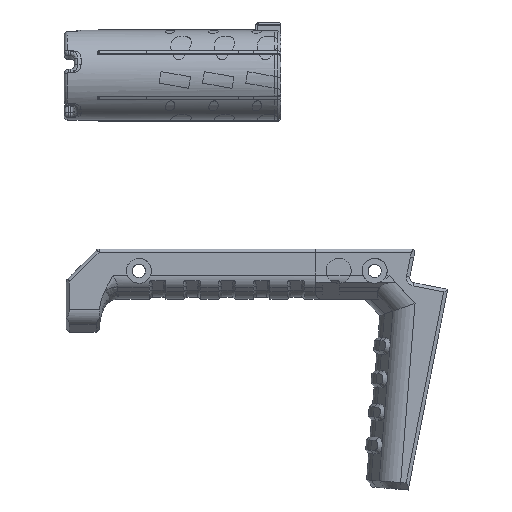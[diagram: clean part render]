
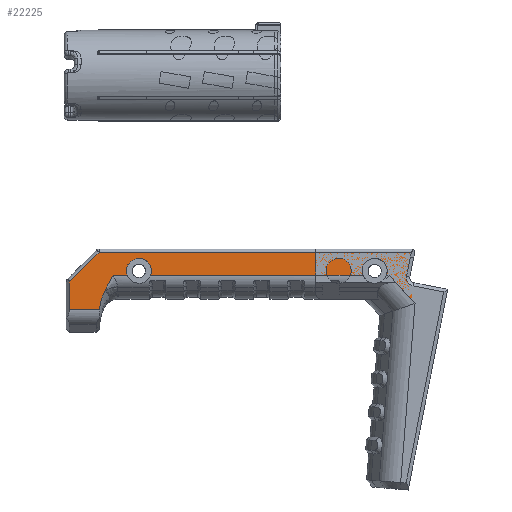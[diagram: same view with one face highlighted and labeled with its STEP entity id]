
A CAD part, top view. The second image highlights one B-rep face of the part: STEP entity #22225.
In plain terms, the highlighted planar face has unit normal (0, 0, 1).
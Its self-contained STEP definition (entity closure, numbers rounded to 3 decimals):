
#1135=B_SPLINE_CURVE_WITH_KNOTS('',3,(#41816,#41817,#41818,#41819,#41820,
#41821,#41822,#41823,#41824,#41825,#41826,#41827,#41828,#41829,#41830,#41831,
#41832,#41833,#41834,#41835,#41836,#41837),.UNSPECIFIED.,.F.,.F.,(4,3,3,
3,3,3,3,4),(0.,0.102,0.203,0.303,0.33,
0.435,0.537,0.576),.UNSPECIFIED.);
#1720=PLANE('',#24336);
#2767=FACE_OUTER_BOUND('',#4143,.T.);
#4143=EDGE_LOOP('',(#18856,#18857,#18858,#18859,#18860,#18861,#18862,#18863,
#18864,#18865,#18866,#18867,#18868,#18869,#18870,#18871,#18872,#18873,#18874,
#18875,#18876));
#5581=LINE('',#41788,#7148);
#5582=LINE('',#41790,#7149);
#5583=LINE('',#41792,#7150);
#5584=LINE('',#41794,#7151);
#5585=LINE('',#41796,#7152);
#5586=LINE('',#41798,#7153);
#5587=LINE('',#41800,#7154);
#5588=LINE('',#41804,#7155);
#5589=LINE('',#41806,#7156);
#5590=LINE('',#41808,#7157);
#5591=LINE('',#41810,#7158);
#5592=LINE('',#41812,#7159);
#5593=LINE('',#41814,#7160);
#5594=LINE('',#41839,#7161);
#5595=LINE('',#41840,#7162);
#7148=VECTOR('',#29260,10.);
#7149=VECTOR('',#29261,10.);
#7150=VECTOR('',#29262,10.);
#7151=VECTOR('',#29263,10.);
#7152=VECTOR('',#29264,10.);
#7153=VECTOR('',#29265,10.);
#7154=VECTOR('',#29266,10.);
#7155=VECTOR('',#29269,10.);
#7156=VECTOR('',#29270,10.);
#7157=VECTOR('',#29271,10.);
#7158=VECTOR('',#29272,10.);
#7159=VECTOR('',#29273,10.);
#7160=VECTOR('',#29274,10.);
#7161=VECTOR('',#29275,10.);
#7162=VECTOR('',#29276,10.);
#8428=CIRCLE('',#24325,3.75);
#8430=CIRCLE('',#24327,3.75);
#8432=CIRCLE('',#24331,3.75);
#8434=CIRCLE('',#24333,3.75);
#8436=CIRCLE('',#24337,2.5);
#10182=VERTEX_POINT('',#41728);
#10183=VERTEX_POINT('',#41729);
#10184=VERTEX_POINT('',#41748);
#10187=VERTEX_POINT('',#41758);
#10188=VERTEX_POINT('',#41759);
#10189=VERTEX_POINT('',#41778);
#10192=VERTEX_POINT('',#41789);
#10193=VERTEX_POINT('',#41791);
#10194=VERTEX_POINT('',#41793);
#10195=VERTEX_POINT('',#41795);
#10196=VERTEX_POINT('',#41797);
#10197=VERTEX_POINT('',#41799);
#10198=VERTEX_POINT('',#41801);
#10199=VERTEX_POINT('',#41803);
#10200=VERTEX_POINT('',#41805);
#10201=VERTEX_POINT('',#41807);
#10202=VERTEX_POINT('',#41809);
#10203=VERTEX_POINT('',#41811);
#10204=VERTEX_POINT('',#41813);
#10205=VERTEX_POINT('',#41815);
#10206=VERTEX_POINT('',#41838);
#13149=EDGE_CURVE('',#10184,#10182,#8428,.T.);
#13152=EDGE_CURVE('',#10183,#10184,#8430,.T.);
#13155=EDGE_CURVE('',#10189,#10187,#8432,.T.);
#13158=EDGE_CURVE('',#10188,#10189,#8434,.T.);
#13160=EDGE_CURVE('',#10188,#10182,#5581,.T.);
#13161=EDGE_CURVE('',#10192,#10187,#5582,.T.);
#13162=EDGE_CURVE('',#10193,#10192,#5583,.T.);
#13163=EDGE_CURVE('',#10194,#10193,#5584,.T.);
#13164=EDGE_CURVE('',#10195,#10194,#5585,.T.);
#13165=EDGE_CURVE('',#10196,#10195,#5586,.T.);
#13166=EDGE_CURVE('',#10197,#10196,#5587,.T.);
#13167=EDGE_CURVE('',#10198,#10197,#8436,.T.);
#13168=EDGE_CURVE('',#10199,#10198,#5588,.T.);
#13169=EDGE_CURVE('',#10200,#10199,#5589,.T.);
#13170=EDGE_CURVE('',#10200,#10201,#5590,.T.);
#13171=EDGE_CURVE('',#10202,#10201,#5591,.T.);
#13172=EDGE_CURVE('',#10203,#10202,#5592,.T.);
#13173=EDGE_CURVE('',#10204,#10203,#5593,.T.);
#13174=EDGE_CURVE('',#10204,#10205,#1135,.F.);
#13175=EDGE_CURVE('',#10206,#10205,#5594,.T.);
#13176=EDGE_CURVE('',#10183,#10206,#5595,.T.);
#18856=ORIENTED_EDGE('',*,*,#13152,.T.);
#18857=ORIENTED_EDGE('',*,*,#13149,.T.);
#18858=ORIENTED_EDGE('',*,*,#13160,.F.);
#18859=ORIENTED_EDGE('',*,*,#13158,.T.);
#18860=ORIENTED_EDGE('',*,*,#13155,.T.);
#18861=ORIENTED_EDGE('',*,*,#13161,.F.);
#18862=ORIENTED_EDGE('',*,*,#13162,.F.);
#18863=ORIENTED_EDGE('',*,*,#13163,.F.);
#18864=ORIENTED_EDGE('',*,*,#13164,.F.);
#18865=ORIENTED_EDGE('',*,*,#13165,.F.);
#18866=ORIENTED_EDGE('',*,*,#13166,.F.);
#18867=ORIENTED_EDGE('',*,*,#13167,.F.);
#18868=ORIENTED_EDGE('',*,*,#13168,.F.);
#18869=ORIENTED_EDGE('',*,*,#13169,.F.);
#18870=ORIENTED_EDGE('',*,*,#13170,.T.);
#18871=ORIENTED_EDGE('',*,*,#13171,.F.);
#18872=ORIENTED_EDGE('',*,*,#13172,.F.);
#18873=ORIENTED_EDGE('',*,*,#13173,.F.);
#18874=ORIENTED_EDGE('',*,*,#13174,.T.);
#18875=ORIENTED_EDGE('',*,*,#13175,.F.);
#18876=ORIENTED_EDGE('',*,*,#13176,.F.);
#22225=ADVANCED_FACE('',(#2767),#1720,.T.);
#24325=AXIS2_PLACEMENT_3D('',#41749,#29234,#29235);
#24327=AXIS2_PLACEMENT_3D('',#41753,#29239,#29240);
#24331=AXIS2_PLACEMENT_3D('',#41779,#29247,#29248);
#24333=AXIS2_PLACEMENT_3D('',#41783,#29252,#29253);
#24336=AXIS2_PLACEMENT_3D('',#41787,#29258,#29259);
#24337=AXIS2_PLACEMENT_3D('',#41802,#29267,#29268);
#29234=DIRECTION('center_axis',(0.,0.,-1.));
#29235=DIRECTION('ref_axis',(1.,0.,0.));
#29239=DIRECTION('center_axis',(0.,0.,-1.));
#29240=DIRECTION('ref_axis',(1.,0.,0.));
#29247=DIRECTION('center_axis',(0.,0.,-1.));
#29248=DIRECTION('ref_axis',(1.,0.,0.));
#29252=DIRECTION('center_axis',(0.,0.,-1.));
#29253=DIRECTION('ref_axis',(1.,0.,0.));
#29258=DIRECTION('center_axis',(0.,0.,1.));
#29259=DIRECTION('ref_axis',(1.,0.,0.));
#29260=DIRECTION('',(-1.,0.,0.));
#29261=DIRECTION('',(-1.,0.,0.));
#29262=DIRECTION('',(-0.678,0.735,0.));
#29263=DIRECTION('',(0.08,0.997,0.));
#29264=DIRECTION('',(-0.997,0.08,0.));
#29265=DIRECTION('',(-0.193,-0.981,0.));
#29266=DIRECTION('',(0.981,-0.192,0.));
#29267=DIRECTION('center_axis',(0.,0.,1.));
#29268=DIRECTION('ref_axis',(-0.861,0.508,0.));
#29269=DIRECTION('',(-0.192,-0.981,0.));
#29270=DIRECTION('',(-0.243,-0.97,0.));
#29271=DIRECTION('',(-1.,0.,0.));
#29272=DIRECTION('',(0.707,0.707,0.));
#29273=DIRECTION('',(0.,1.,0.));
#29274=DIRECTION('',(-1.,0.,0.));
#29275=DIRECTION('',(-0.469,-0.883,0.));
#29276=DIRECTION('',(-1.,0.,0.));
#41728=CARTESIAN_POINT('',(-84.139,-20.618,14.));
#41729=CARTESIAN_POINT('',(-91.111,-20.618,14.));
#41748=CARTESIAN_POINT('',(-91.375,-19.236,14.));
#41749=CARTESIAN_POINT('Origin',(-87.625,-19.236,14.));
#41753=CARTESIAN_POINT('Origin',(-87.625,-19.236,14.));
#41758=CARTESIAN_POINT('',(-13.339,-20.618,14.));
#41759=CARTESIAN_POINT('',(-20.311,-20.618,14.));
#41778=CARTESIAN_POINT('',(-20.575,-19.235,14.));
#41779=CARTESIAN_POINT('Origin',(-16.825,-19.235,14.));
#41783=CARTESIAN_POINT('Origin',(-16.825,-19.235,14.));
#41787=CARTESIAN_POINT('Origin',(-14.699,-48.844,14.));
#41788=CARTESIAN_POINT('',(-19.646,-20.618,14.));
#41789=CARTESIAN_POINT('',(-12.468,-20.618,14.));
#41790=CARTESIAN_POINT('',(-19.646,-20.618,14.));
#41791=CARTESIAN_POINT('',(-4.713,-29.02,14.));
#41792=CARTESIAN_POINT('',(-2.084,-31.869,14.));
#41793=CARTESIAN_POINT('',(-9.029,-82.811,14.));
#41794=CARTESIAN_POINT('',(-5.936,-44.262,14.));
#41795=CARTESIAN_POINT('',(-7.37,-82.944,14.));
#41796=CARTESIAN_POINT('',(-18.307,-82.067,14.));
#41797=CARTESIAN_POINT('',(3.911,-25.574,14.));
#41798=CARTESIAN_POINT('',(-4.461,-68.154,14.));
#41799=CARTESIAN_POINT('',(-5.269,-23.78,14.));
#41800=CARTESIAN_POINT('',(-2.372,-24.346,14.));
#41801=CARTESIAN_POINT('',(-7.243,-20.848,14.));
#41802=CARTESIAN_POINT('Origin',(-4.79,-21.327,14.));
#41803=CARTESIAN_POINT('',(-6.129,-15.144,14.));
#41804=CARTESIAN_POINT('',(-10.014,-35.033,14.));
#41805=CARTESIAN_POINT('',(-5.765,-13.689,14.));
#41806=CARTESIAN_POINT('',(-10.344,-31.998,14.));
#41807=CARTESIAN_POINT('',(-99.586,-13.689,14.));
#41808=CARTESIAN_POINT('',(-34.485,-13.689,14.));
#41809=CARTESIAN_POINT('',(-108.484,-22.588,14.));
#41810=CARTESIAN_POINT('',(-87.006,-1.11,14.));
#41811=CARTESIAN_POINT('',(-108.484,-30.849,14.));
#41812=CARTESIAN_POINT('',(-108.484,-34.517,14.));
#41813=CARTESIAN_POINT('',(-99.458,-30.849,14.));
#41814=CARTESIAN_POINT('',(-62.092,-30.849,14.));
#41815=CARTESIAN_POINT('',(-97.901,-25.361,14.));
#41816=CARTESIAN_POINT('Ctrl Pts',(-97.901,-25.361,
14.));
#41817=CARTESIAN_POINT('Ctrl Pts',(-98.06,-25.66,14.));
#41818=CARTESIAN_POINT('Ctrl Pts',(-98.207,-25.965,
14.));
#41819=CARTESIAN_POINT('Ctrl Pts',(-98.343,-26.275,14.));
#41820=CARTESIAN_POINT('Ctrl Pts',(-98.478,-26.584,
14.));
#41821=CARTESIAN_POINT('Ctrl Pts',(-98.602,-26.899,
14.));
#41822=CARTESIAN_POINT('Ctrl Pts',(-98.715,-27.217,
14.));
#41823=CARTESIAN_POINT('Ctrl Pts',(-98.825,-27.531,
14.));
#41824=CARTESIAN_POINT('Ctrl Pts',(-98.925,-27.849,
14.));
#41825=CARTESIAN_POINT('Ctrl Pts',(-99.012,-28.171,
14.));
#41826=CARTESIAN_POINT('Ctrl Pts',(-99.036,-28.259,
14.));
#41827=CARTESIAN_POINT('Ctrl Pts',(-99.059,-28.347,
14.));
#41828=CARTESIAN_POINT('Ctrl Pts',(-99.081,-28.435,
14.));
#41829=CARTESIAN_POINT('Ctrl Pts',(-99.166,-28.773,14.001));
#41830=CARTESIAN_POINT('Ctrl Pts',(-99.237,-29.115,
14.));
#41831=CARTESIAN_POINT('Ctrl Pts',(-99.296,-29.458,
14.));
#41832=CARTESIAN_POINT('Ctrl Pts',(-99.352,-29.791,
14.));
#41833=CARTESIAN_POINT('Ctrl Pts',(-99.396,-30.125,
14.));
#41834=CARTESIAN_POINT('Ctrl Pts',(-99.428,-30.461,
14.));
#41835=CARTESIAN_POINT('Ctrl Pts',(-99.44,-30.59,
14.));
#41836=CARTESIAN_POINT('Ctrl Pts',(-99.45,-30.72,
14.));
#41837=CARTESIAN_POINT('Ctrl Pts',(-99.458,-30.849,
14.));
#41838=CARTESIAN_POINT('',(-95.386,-20.618,14.));
#41839=CARTESIAN_POINT('',(-94.75,-19.418,14.));
#41840=CARTESIAN_POINT('',(-19.646,-20.618,14.));
